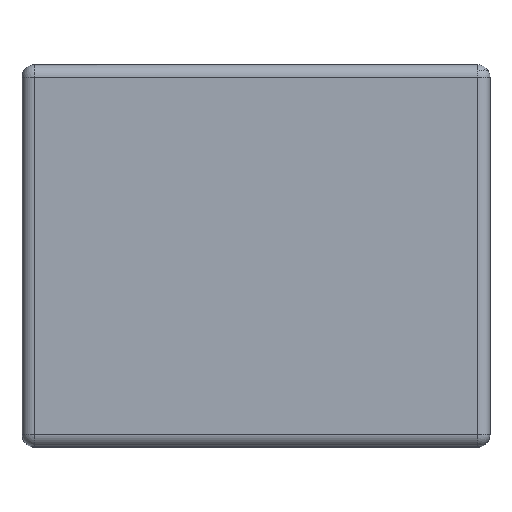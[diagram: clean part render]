
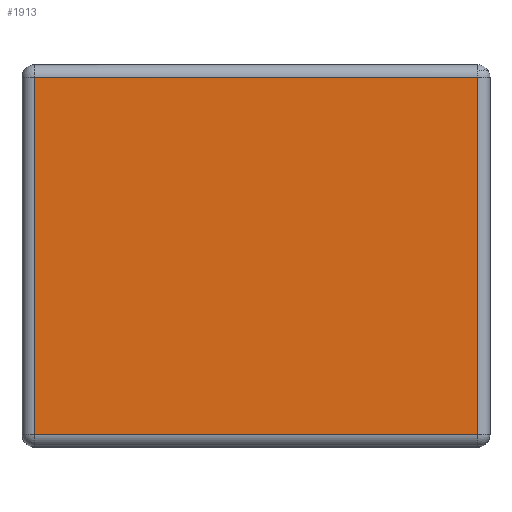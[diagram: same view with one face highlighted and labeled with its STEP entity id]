
A CAD part, top view. The second image highlights one B-rep face of the part: STEP entity #1913.
In plain terms, the highlighted planar face has unit normal (0, 0, 1).
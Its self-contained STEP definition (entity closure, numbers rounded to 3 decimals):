
#1490=CARTESIAN_POINT('',(9.0,7.25,15.5));
#1491=VERTEX_POINT('',#1490);
#1526=CARTESIAN_POINT('',(9.0,-7.25,15.5));
#1527=VERTEX_POINT('',#1526);
#1570=CARTESIAN_POINT('',(-9.0,7.25,15.5));
#1571=VERTEX_POINT('',#1570);
#1596=CARTESIAN_POINT('',(-9.0,-7.25,15.5));
#1597=VERTEX_POINT('',#1596);
#1637=CARTESIAN_POINT('',(-9.0,-7.25,15.5));
#1638=DIRECTION('',(0.0,1.0,0.0));
#1639=VECTOR('',#1638,14.5);
#1640=LINE('',#1637,#1639);
#1641=EDGE_CURVE('',#1597,#1571,#1640,.T.);
#1691=CARTESIAN_POINT('',(9.0,-7.25,15.5));
#1692=DIRECTION('',(-1.0,0.0,0.0));
#1693=VECTOR('',#1692,18.0);
#1694=LINE('',#1691,#1693);
#1695=EDGE_CURVE('',#1527,#1597,#1694,.T.);
#1746=CARTESIAN_POINT('',(-9.0,7.25,15.5));
#1747=DIRECTION('',(1.0,0.0,0.0));
#1748=VECTOR('',#1747,18.0);
#1749=LINE('',#1746,#1748);
#1750=EDGE_CURVE('',#1571,#1491,#1749,.T.);
#1800=CARTESIAN_POINT('',(9.0,7.25,15.5));
#1801=DIRECTION('',(0.0,-1.0,0.0));
#1802=VECTOR('',#1801,14.5);
#1803=LINE('',#1800,#1802);
#1804=EDGE_CURVE('',#1491,#1527,#1803,.T.);
#1902=CARTESIAN_POINT('',(0.0,0.0,15.5));
#1903=DIRECTION('',(0.0,0.0,1.0));
#1904=DIRECTION('',(1.0,0.0,0.0));
#1905=AXIS2_PLACEMENT_3D('',#1902,#1903,#1904);
#1906=PLANE('',#1905);
#1907=ORIENTED_EDGE('',*,*,#1641,.F.);
#1908=ORIENTED_EDGE('',*,*,#1695,.F.);
#1909=ORIENTED_EDGE('',*,*,#1804,.F.);
#1910=ORIENTED_EDGE('',*,*,#1750,.F.);
#1911=EDGE_LOOP('',(#1907,#1908,#1909,#1910));
#1912=FACE_OUTER_BOUND('',#1911,.T.);
#1913=ADVANCED_FACE('',(#1912),#1906,.T.);
